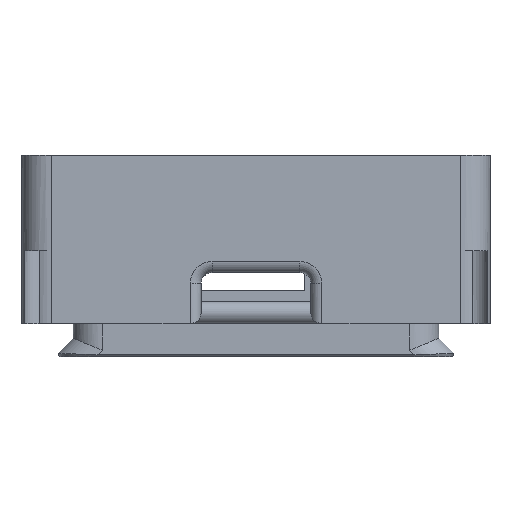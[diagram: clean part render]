
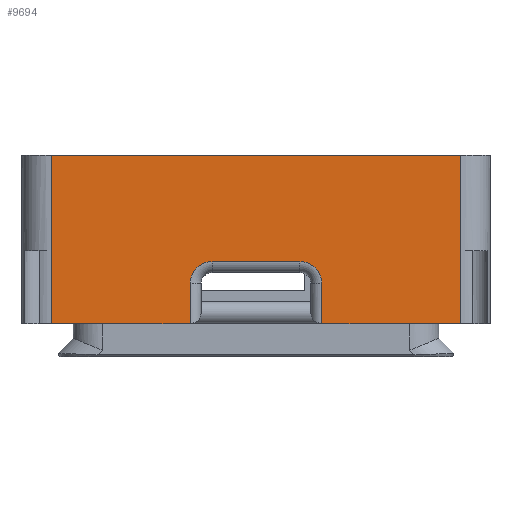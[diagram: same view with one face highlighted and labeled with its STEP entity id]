
A CAD part, left-side view. The second image highlights one B-rep face of the part: STEP entity #9694.
In plain terms, the highlighted planar face has unit normal (-1, 0, 0).
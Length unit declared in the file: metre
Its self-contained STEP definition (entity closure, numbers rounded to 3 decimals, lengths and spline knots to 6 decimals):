
#181=LINE('',#13309,#1428);
#185=LINE('',#13341,#1432);
#219=LINE('',#13528,#1466);
#247=LINE('',#13632,#1494);
#248=LINE('',#13636,#1495);
#249=LINE('',#13640,#1496);
#250=LINE('',#13641,#1497);
#251=LINE('',#13642,#1498);
#1428=VECTOR('',#10857,1.);
#1432=VECTOR('',#10885,1.);
#1466=VECTOR('',#10937,1.);
#1494=VECTOR('',#11017,1.);
#1495=VECTOR('',#11020,1.);
#1496=VECTOR('',#11023,1.);
#1497=VECTOR('',#11024,1.);
#1498=VECTOR('',#11025,1.);
#2823=ORIENTED_EDGE('',*,*,#5533,.T.);
#2824=ORIENTED_EDGE('',*,*,#5669,.T.);
#2825=ORIENTED_EDGE('',*,*,#5670,.F.);
#2826=ORIENTED_EDGE('',*,*,#5671,.T.);
#2827=ORIENTED_EDGE('',*,*,#5672,.F.);
#2828=ORIENTED_EDGE('',*,*,#5673,.T.);
#2829=ORIENTED_EDGE('',*,*,#5549,.T.);
#2830=ORIENTED_EDGE('',*,*,#5674,.T.);
#2831=ORIENTED_EDGE('',*,*,#5617,.F.);
#2832=ORIENTED_EDGE('',*,*,#5675,.T.);
#5533=EDGE_CURVE('',#6960,#6959,#181,.T.);
#5549=EDGE_CURVE('',#6976,#6975,#185,.T.);
#5617=EDGE_CURVE('',#7038,#7039,#219,.T.);
#5669=EDGE_CURVE('',#6959,#7089,#247,.F.);
#5670=EDGE_CURVE('',#7090,#7089,#7946,.T.);
#5671=EDGE_CURVE('',#7090,#7091,#248,.T.);
#5672=EDGE_CURVE('',#7092,#7091,#7947,.T.);
#5673=EDGE_CURVE('',#7092,#6976,#249,.T.);
#5674=EDGE_CURVE('',#6975,#7039,#250,.T.);
#5675=EDGE_CURVE('',#7038,#6960,#251,.F.);
#6959=VERTEX_POINT('',#13308);
#6960=VERTEX_POINT('',#13310);
#6975=VERTEX_POINT('',#13340);
#6976=VERTEX_POINT('',#13342);
#7038=VERTEX_POINT('',#13527);
#7039=VERTEX_POINT('',#13529);
#7089=VERTEX_POINT('',#13633);
#7090=VERTEX_POINT('',#13635);
#7091=VERTEX_POINT('',#13637);
#7092=VERTEX_POINT('',#13639);
#7946=CIRCLE('',#10290,0.003);
#7947=CIRCLE('',#10291,0.003);
#8004=EDGE_LOOP('',(#2823,#2824,#2825,#2826,#2827,#2828,#2829,#2830,#2831,
#2832));
#8626=FACE_BOUND('',#8004,.T.);
#9238=PLANE('',#10289);
#9694=ADVANCED_FACE('',(#8626),#9238,.T.);
#10289=AXIS2_PLACEMENT_3D('',#13631,#11015,#11016);
#10290=AXIS2_PLACEMENT_3D('',#13634,#11018,#11019);
#10291=AXIS2_PLACEMENT_3D('',#13638,#11021,#11022);
#10857=DIRECTION('',(0.,-1.,0.));
#10885=DIRECTION('',(0.,-1.,0.));
#10937=DIRECTION('',(0.,-1.,0.));
#11015=DIRECTION('',(-1.,0.,0.));
#11016=DIRECTION('',(0.,-1.,0.));
#11017=DIRECTION('',(0.,0.,-1.));
#11018=DIRECTION('',(-1.,0.,0.));
#11019=DIRECTION('',(0.,-1.,0.));
#11020=DIRECTION('',(0.,-1.,0.));
#11021=DIRECTION('',(-1.,0.,0.));
#11022=DIRECTION('',(0.,-1.,0.));
#11023=DIRECTION('',(0.,0.,-1.));
#11024=DIRECTION('',(0.,0.,1.));
#11025=DIRECTION('',(0.,0.,1.));
#13308=CARTESIAN_POINT('',(-0.0465,0.009,-0.003));
#13309=CARTESIAN_POINT('',(-0.0465,0.,-0.003));
#13310=CARTESIAN_POINT('',(-0.0465,0.028,-0.003));
#13340=CARTESIAN_POINT('',(-0.0465,-0.028,-0.003));
#13341=CARTESIAN_POINT('',(-0.0465,0.,-0.003));
#13342=CARTESIAN_POINT('',(-0.0465,-0.009,-0.003));
#13527=CARTESIAN_POINT('',(-0.0465,0.028,0.02));
#13528=CARTESIAN_POINT('',(-0.0465,0.,0.02));
#13529=CARTESIAN_POINT('',(-0.0465,-0.028,0.02));
#13631=CARTESIAN_POINT('',(-0.0465,0.,-0.003));
#13632=CARTESIAN_POINT('',(-0.0465,0.009,0.004));
#13633=CARTESIAN_POINT('',(-0.0465,0.009,0.0025));
#13634=CARTESIAN_POINT('',(-0.0465,0.006,0.0025));
#13635=CARTESIAN_POINT('',(-0.0465,0.006,0.0055));
#13636=CARTESIAN_POINT('',(-0.0465,0.,0.0055));
#13637=CARTESIAN_POINT('',(-0.0465,-0.006,0.0055));
#13638=CARTESIAN_POINT('',(-0.0465,-0.006,0.0025));
#13639=CARTESIAN_POINT('',(-0.0465,-0.009,0.0025));
#13640=CARTESIAN_POINT('',(-0.0465,-0.009,-0.003));
#13641=CARTESIAN_POINT('',(-0.0465,-0.028,-0.003));
#13642=CARTESIAN_POINT('',(-0.0465,0.028,-0.003));
